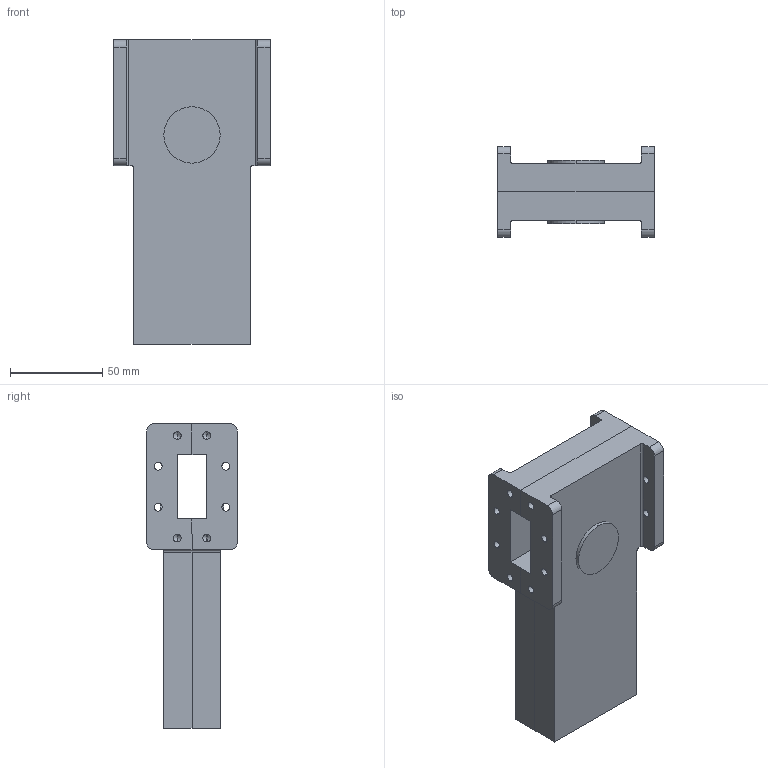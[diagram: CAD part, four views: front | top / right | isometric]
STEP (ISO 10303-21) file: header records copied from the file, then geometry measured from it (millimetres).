
FILE_DESCRIPTION (( 'STEP AP214' ), '1' );
FILE_NAME ('FM-W137IR001_3D.step', '2023-03-08T20:49:06', ( '' ), ( '' ), 'SwSTEP 2.0', 'SolidWorks 2022', '' );
FILE_SCHEMA (( 'AUTOMOTIVE_DESIGN' ));
Length unit declared in the file: inch
Products named in the file (1): FM-W137IR001_3D
Bounding box: 85 x 49.2 x 165 mm (x, y, z)
Volume: 309585.1 mm3; surface area: 58903.6 mm2
Topology: 1 solids, 1 shells, 100 faces, 298 edges, 184 vertices
Faces by surface type: cylinder 50, plane 34, cone 16
Entity records: 3806 total; most frequent: CARTESIAN_POINT 639, DIRECTION 584, ORIENTED_EDGE 564, EDGE_CURVE 282, AXIS2_PLACEMENT_3D 209, VERTEX_POINT 184, LINE 166, VECTOR 166
